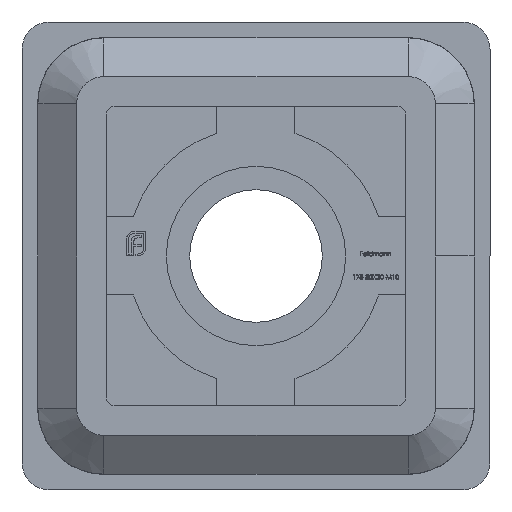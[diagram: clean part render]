
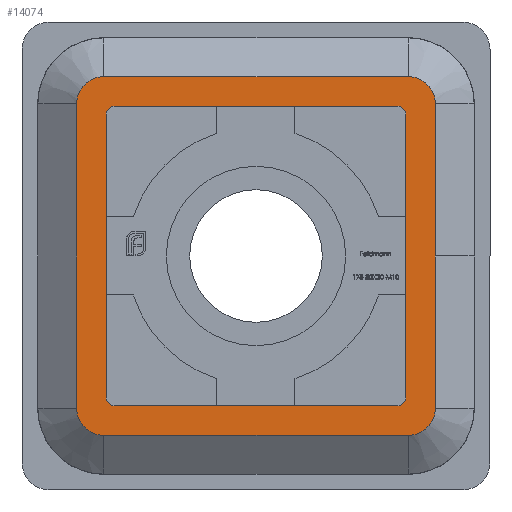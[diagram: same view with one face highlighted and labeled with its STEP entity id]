
A CAD part, front view. The second image highlights one B-rep face of the part: STEP entity #14074.
In plain terms, the highlighted planar face has unit normal (0, -1, 0).
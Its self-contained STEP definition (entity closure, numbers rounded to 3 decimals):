
#45 = CIRCLE ( 'NONE', #18529, 0.5 ) ;
#330 = ORIENTED_EDGE ( 'NONE', *, *, #1447, .T. ) ;
#439 = DIRECTION ( 'NONE',  ( 0., 0., -1. ) ) ;
#524 = ORIENTED_EDGE ( 'NONE', *, *, #14699, .T. ) ;
#576 = EDGE_LOOP ( 'NONE', ( #8911, #3800, #524, #15293, #19356, #17045, #2975, #9909 ) ) ;
#707 = LINE ( 'NONE', #10087, #14540 ) ;
#809 = DIRECTION ( 'NONE',  ( 0., 0., 1. ) ) ;
#1117 = ORIENTED_EDGE ( 'NONE', *, *, #15001, .F. ) ;
#1285 = LINE ( 'NONE', #18973, #7933 ) ;
#1364 = VERTEX_POINT ( 'NONE', #3594 ) ;
#1447 = EDGE_CURVE ( 'NONE', #3027, #20457, #7905, .T. ) ;
#1474 = DIRECTION ( 'NONE',  ( 1., 0., 0. ) ) ;
#1490 = CIRCLE ( 'NONE', #14816, 1.75 ) ;
#1503 = PLANE ( 'NONE',  #18294 ) ;
#1507 = LINE ( 'NONE', #20944, #4715 ) ;
#1666 = CARTESIAN_POINT ( 'NONE',  ( -9.75, -15., 11.5 ) ) ;
#1960 = VECTOR ( 'NONE', #21887, 1000. ) ;
#2116 = DIRECTION ( 'NONE',  ( 0., 1., 0. ) ) ;
#2521 = VERTEX_POINT ( 'NONE', #19384 ) ;
#2528 = CARTESIAN_POINT ( 'NONE',  ( 9.75, -15., -9.75 ) ) ;
#2633 = DIRECTION ( 'NONE',  ( 0., 0., -1. ) ) ;
#2975 = ORIENTED_EDGE ( 'NONE', *, *, #15585, .T. ) ;
#3027 = VERTEX_POINT ( 'NONE', #13394 ) ;
#3471 = DIRECTION ( 'NONE',  ( 0., 0., -1. ) ) ;
#3475 = VECTOR ( 'NONE', #1474, 1000. ) ;
#3554 = VERTEX_POINT ( 'NONE', #1666 ) ;
#3594 = CARTESIAN_POINT ( 'NONE',  ( -9.1, -15., -9.6 ) ) ;
#3730 = LINE ( 'NONE', #19500, #13329 ) ;
#3800 = ORIENTED_EDGE ( 'NONE', *, *, #6452, .T. ) ;
#3811 = AXIS2_PLACEMENT_3D ( 'NONE', #12822, #4336, #2633 ) ;
#3860 = FACE_BOUND ( 'NONE', #14186, .T. ) ;
#3974 = AXIS2_PLACEMENT_3D ( 'NONE', #6906, #18913, #20629 ) ;
#4174 = CARTESIAN_POINT ( 'NONE',  ( -9.1, -15., 9.1 ) ) ;
#4244 = DIRECTION ( 'NONE',  ( 0., 1., 0. ) ) ;
#4336 = DIRECTION ( 'NONE',  ( 0., 1., 0. ) ) ;
#4444 = DIRECTION ( 'NONE',  ( 0., 1., 0. ) ) ;
#4715 = VECTOR ( 'NONE', #809, 1000. ) ;
#4954 = CARTESIAN_POINT ( 'NONE',  ( 9.6, -15., 9.6 ) ) ;
#5019 = ORIENTED_EDGE ( 'NONE', *, *, #20508, .T. ) ;
#5070 = CIRCLE ( 'NONE', #3974, 1.75 ) ;
#5237 = EDGE_CURVE ( 'NONE', #3027, #7022, #1507, .T. ) ;
#5447 = CIRCLE ( 'NONE', #19651, 0.5 ) ;
#5492 = EDGE_CURVE ( 'NONE', #19177, #20244, #707, .T. ) ;
#5536 = AXIS2_PLACEMENT_3D ( 'NONE', #4174, #4244, #10799 ) ;
#5814 = ORIENTED_EDGE ( 'NONE', *, *, #10393, .T. ) ;
#5899 = CARTESIAN_POINT ( 'NONE',  ( 9.1, -15., -9.6 ) ) ;
#6312 = EDGE_CURVE ( 'NONE', #20537, #11702, #13475, .T. ) ;
#6417 = CARTESIAN_POINT ( 'NONE',  ( 11.5, -15., 9.75 ) ) ;
#6452 = EDGE_CURVE ( 'NONE', #18246, #16516, #1490, .T. ) ;
#6495 = DIRECTION ( 'NONE',  ( 0., 0., -1. ) ) ;
#6645 = DIRECTION ( 'NONE',  ( 0., -1., 0. ) ) ;
#6906 = CARTESIAN_POINT ( 'NONE',  ( -9.75, -15., -9.75 ) ) ;
#7022 = VERTEX_POINT ( 'NONE', #17148 ) ;
#7285 = EDGE_CURVE ( 'NONE', #10370, #7022, #5447, .T. ) ;
#7298 = LINE ( 'NONE', #15231, #18983 ) ;
#7330 = DIRECTION ( 'NONE',  ( 0., 0., -1. ) ) ;
#7739 = LINE ( 'NONE', #10168, #3475 ) ;
#7823 = ORIENTED_EDGE ( 'NONE', *, *, #5492, .F. ) ;
#7905 = CIRCLE ( 'NONE', #3811, 0.5 ) ;
#7933 = VECTOR ( 'NONE', #19050, 1000. ) ;
#8165 = DIRECTION ( 'NONE',  ( 0., -1., 0. ) ) ;
#8383 = CARTESIAN_POINT ( 'NONE',  ( -9.75, -15., 9.75 ) ) ;
#8396 = CARTESIAN_POINT ( 'NONE',  ( 9.75, -15., 9.75 ) ) ;
#8911 = ORIENTED_EDGE ( 'NONE', *, *, #18571, .T. ) ;
#9110 = AXIS2_PLACEMENT_3D ( 'NONE', #8396, #11547, #11831 ) ;
#9124 = VECTOR ( 'NONE', #439, 1000. ) ;
#9293 = CARTESIAN_POINT ( 'NONE',  ( 9.75, -15., 11.5 ) ) ;
#9909 = ORIENTED_EDGE ( 'NONE', *, *, #19345, .T. ) ;
#10087 = CARTESIAN_POINT ( 'NONE',  ( -9.6, -15., 9.6 ) ) ;
#10168 = CARTESIAN_POINT ( 'NONE',  ( -9.6, -15., -9.6 ) ) ;
#10203 = DIRECTION ( 'NONE',  ( 0., 0., -1. ) ) ;
#10370 = VERTEX_POINT ( 'NONE', #20766 ) ;
#10393 = EDGE_CURVE ( 'NONE', #1364, #20244, #45, .T. ) ;
#10597 = ORIENTED_EDGE ( 'NONE', *, *, #7285, .T. ) ;
#10799 = DIRECTION ( 'NONE',  ( 0., 0., -1. ) ) ;
#11156 = ORIENTED_EDGE ( 'NONE', *, *, #17998, .F. ) ;
#11436 = DIRECTION ( 'NONE',  ( 0., 0., -1. ) ) ;
#11547 = DIRECTION ( 'NONE',  ( 0., -1., 0. ) ) ;
#11595 = CARTESIAN_POINT ( 'NONE',  ( -9.6, -15., 9.1 ) ) ;
#11702 = VERTEX_POINT ( 'NONE', #9293 ) ;
#11831 = DIRECTION ( 'NONE',  ( 0., 0., -1. ) ) ;
#12232 = CARTESIAN_POINT ( 'NONE',  ( -9.1, -15., -9.1 ) ) ;
#12559 = CARTESIAN_POINT ( 'NONE',  ( -11.5, -15., 11.5 ) ) ;
#12822 = CARTESIAN_POINT ( 'NONE',  ( 9.1, -15., -9.1 ) ) ;
#12923 = CARTESIAN_POINT ( 'NONE',  ( 9.75, -15., -11.5 ) ) ;
#13329 = VECTOR ( 'NONE', #17249, 1000. ) ;
#13394 = CARTESIAN_POINT ( 'NONE',  ( 9.6, -15., -9.1 ) ) ;
#13410 = LINE ( 'NONE', #12559, #9124 ) ;
#13475 = CIRCLE ( 'NONE', #9110, 1.75 ) ;
#13609 = DIRECTION ( 'NONE',  ( 0., 0., 1. ) ) ;
#13779 = CARTESIAN_POINT ( 'NONE',  ( 11.5, -15., -9.75 ) ) ;
#13849 = CARTESIAN_POINT ( 'NONE',  ( -9.75, -15., -11.5 ) ) ;
#14055 = VERTEX_POINT ( 'NONE', #15258 ) ;
#14074 = ADVANCED_FACE ( 'NONE', ( #3860, #21411 ), #1503, .T. ) ;
#14186 = EDGE_LOOP ( 'NONE', ( #11156, #5814, #7823, #5019, #1117, #10597, #21664, #330 ) ) ;
#14210 = CIRCLE ( 'NONE', #14332, 1.75 ) ;
#14332 = AXIS2_PLACEMENT_3D ( 'NONE', #8383, #8165, #6495 ) ;
#14540 = VECTOR ( 'NONE', #3471, 1000. ) ;
#14643 = DIRECTION ( 'NONE',  ( 0., 0., -1. ) ) ;
#14699 = EDGE_CURVE ( 'NONE', #16516, #20537, #7298, .T. ) ;
#14721 = CARTESIAN_POINT ( 'NONE',  ( 9.1, -15., 9.1 ) ) ;
#14816 = AXIS2_PLACEMENT_3D ( 'NONE', #2528, #17972, #14643 ) ;
#15001 = EDGE_CURVE ( 'NONE', #10370, #2521, #17107, .T. ) ;
#15051 = VERTEX_POINT ( 'NONE', #13849 ) ;
#15231 = CARTESIAN_POINT ( 'NONE',  ( 11.5, -15., 11.5 ) ) ;
#15258 = CARTESIAN_POINT ( 'NONE',  ( -11.5, -15., 9.75 ) ) ;
#15282 = EDGE_CURVE ( 'NONE', #3554, #14055, #14210, .T. ) ;
#15293 = ORIENTED_EDGE ( 'NONE', *, *, #6312, .T. ) ;
#15585 = EDGE_CURVE ( 'NONE', #14055, #21940, #13410, .T. ) ;
#16516 = VERTEX_POINT ( 'NONE', #13779 ) ;
#16679 = CARTESIAN_POINT ( 'NONE',  ( -9.6, -15., -9.1 ) ) ;
#17045 = ORIENTED_EDGE ( 'NONE', *, *, #15282, .T. ) ;
#17107 = LINE ( 'NONE', #4954, #1960 ) ;
#17148 = CARTESIAN_POINT ( 'NONE',  ( 9.6, -15., 9.1 ) ) ;
#17249 = DIRECTION ( 'NONE',  ( 1., 0., 0. ) ) ;
#17518 = CIRCLE ( 'NONE', #5536, 0.5 ) ;
#17972 = DIRECTION ( 'NONE',  ( 0., -1., 0. ) ) ;
#17998 = EDGE_CURVE ( 'NONE', #1364, #20457, #7739, .T. ) ;
#18238 = CARTESIAN_POINT ( 'NONE',  ( -11.5, -15., -9.75 ) ) ;
#18246 = VERTEX_POINT ( 'NONE', #12923 ) ;
#18294 = AXIS2_PLACEMENT_3D ( 'NONE', #22008, #6645, #10203 ) ;
#18529 = AXIS2_PLACEMENT_3D ( 'NONE', #12232, #2116, #7330 ) ;
#18571 = EDGE_CURVE ( 'NONE', #15051, #18246, #3730, .T. ) ;
#18913 = DIRECTION ( 'NONE',  ( 0., -1., 0. ) ) ;
#18973 = CARTESIAN_POINT ( 'NONE',  ( -11.5, -15., 11.5 ) ) ;
#18983 = VECTOR ( 'NONE', #13609, 1000. ) ;
#19050 = DIRECTION ( 'NONE',  ( -1., 0., 0. ) ) ;
#19177 = VERTEX_POINT ( 'NONE', #11595 ) ;
#19345 = EDGE_CURVE ( 'NONE', #21940, #15051, #5070, .T. ) ;
#19356 = ORIENTED_EDGE ( 'NONE', *, *, #21252, .T. ) ;
#19384 = CARTESIAN_POINT ( 'NONE',  ( -9.1, -15., 9.6 ) ) ;
#19500 = CARTESIAN_POINT ( 'NONE',  ( -11.5, -15., -11.5 ) ) ;
#19651 = AXIS2_PLACEMENT_3D ( 'NONE', #14721, #4444, #11436 ) ;
#20244 = VERTEX_POINT ( 'NONE', #16679 ) ;
#20457 = VERTEX_POINT ( 'NONE', #5899 ) ;
#20508 = EDGE_CURVE ( 'NONE', #19177, #2521, #17518, .T. ) ;
#20537 = VERTEX_POINT ( 'NONE', #6417 ) ;
#20629 = DIRECTION ( 'NONE',  ( 0., 0., -1. ) ) ;
#20766 = CARTESIAN_POINT ( 'NONE',  ( 9.1, -15., 9.6 ) ) ;
#20944 = CARTESIAN_POINT ( 'NONE',  ( 9.6, -15., -9.6 ) ) ;
#21252 = EDGE_CURVE ( 'NONE', #11702, #3554, #1285, .T. ) ;
#21411 = FACE_OUTER_BOUND ( 'NONE', #576, .T. ) ;
#21664 = ORIENTED_EDGE ( 'NONE', *, *, #5237, .F. ) ;
#21887 = DIRECTION ( 'NONE',  ( -1., 0., 0. ) ) ;
#21940 = VERTEX_POINT ( 'NONE', #18238 ) ;
#22008 = CARTESIAN_POINT ( 'NONE',  ( 0., -15., 0. ) ) ;
